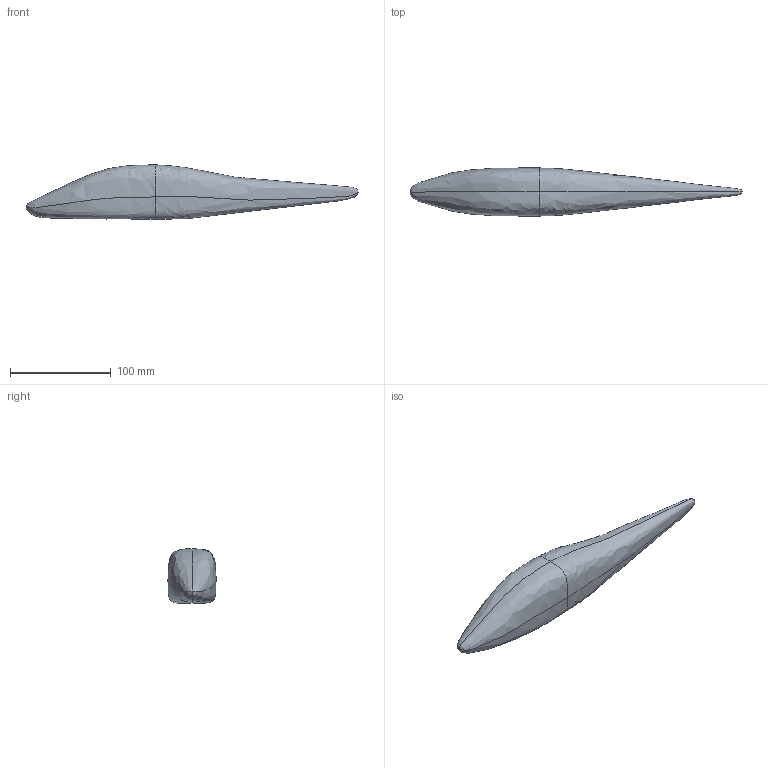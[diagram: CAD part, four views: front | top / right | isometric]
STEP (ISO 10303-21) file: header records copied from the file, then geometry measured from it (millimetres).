
FILE_DESCRIPTION((''),'1');
FILE_NAME('outfile.stp','2024-06-18T12:07:55',(''),(''),'','','');
FILE_SCHEMA(('CONFIG_CONTROL_DESIGN'));
Length unit declared in the file: millimetre
Bounding box: 328.71 x 47.64 x 53.76 mm (x, y, z)
Surface area: 38903.4 mm2 (no closed solid volume)
Topology: 0 solids, 0 shells, 8 faces, 32 edges, 24 vertices
Faces by surface type: bspline 8
Entity records: 737 total; most frequent: CARTESIAN_POINT 681, B_SPLINE_SURFACE_WITH_KNOTS 8, PERSON_AND_ORGANIZATION_ROLE 4, CC_DESIGN_PERSON_AND_ORGANIZATION_ASSIGNMENT 4, DIRECTION 2, DATE_TIME_ROLE 2, CC_DESIGN_DATE_AND_TIME_ASSIGNMENT 2, CALENDAR_DATE 1
